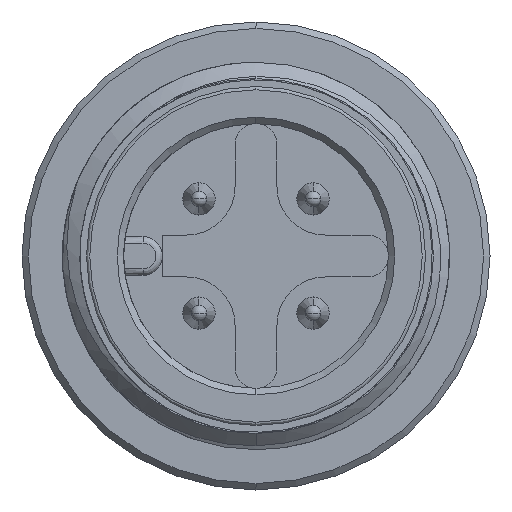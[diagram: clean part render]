
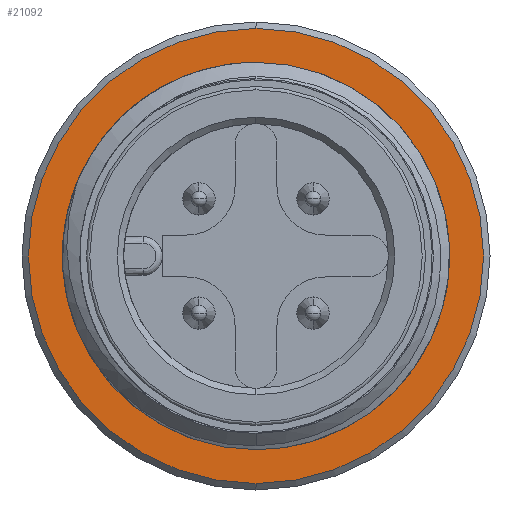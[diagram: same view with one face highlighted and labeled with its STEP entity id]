
A CAD part, left-side view. The second image highlights one B-rep face of the part: STEP entity #21092.
In plain terms, the highlighted planar face has unit normal (-1, 0, 0).
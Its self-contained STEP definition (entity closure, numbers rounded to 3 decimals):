
#464 = DIRECTION ( 'NONE',  ( 0., 0., 1. ) ) ;
#1637 = CIRCLE ( 'NONE', #25122, 6. ) ;
#3392 = CARTESIAN_POINT ( 'NONE',  ( 7.3, 0., 0. ) ) ;
#4893 = DIRECTION ( 'NONE',  ( 0., 0., -1. ) ) ;
#5832 = EDGE_CURVE ( 'NONE', #23401, #16002, #10811, .T. ) ;
#8139 = CARTESIAN_POINT ( 'NONE',  ( 7.3, 6., 0. ) ) ;
#10215 = CARTESIAN_POINT ( 'NONE',  ( 7.3, 0., 0. ) ) ;
#10525 = CARTESIAN_POINT ( 'NONE',  ( 7.3, 0., 0. ) ) ;
#10741 = DIRECTION ( 'NONE',  ( 0., 0., -1. ) ) ;
#10811 = CIRCLE ( 'NONE', #19839, 6. ) ;
#11724 = CARTESIAN_POINT ( 'NONE',  ( 7.3, 0., 6. ) ) ;
#14644 = FACE_BOUND ( 'NONE', #30490, .T. ) ;
#15725 = EDGE_LOOP ( 'NONE', ( #38054, #19982 ) ) ;
#16002 = VERTEX_POINT ( 'NONE', #28843 ) ;
#17898 = FACE_OUTER_BOUND ( 'NONE', #15725, .T. ) ;
#18497 = VERTEX_POINT ( 'NONE', #20231 ) ;
#19025 = ORIENTED_EDGE ( 'NONE', *, *, #36890, .F. ) ;
#19839 = AXIS2_PLACEMENT_3D ( 'NONE', #10215, #23424, #464 ) ;
#19982 = ORIENTED_EDGE ( 'NONE', *, *, #20871, .T. ) ;
#20231 = CARTESIAN_POINT ( 'NONE',  ( 7.3, 0., -7.05 ) ) ;
#20871 = EDGE_CURVE ( 'NONE', #24216, #18497, #23147, .T. ) ;
#21092 = ADVANCED_FACE ( 'NONE', ( #17898, #14644 ), #37815, .F. ) ;
#21331 = DIRECTION ( 'NONE',  ( 1., 0., 0. ) ) ;
#21789 = CARTESIAN_POINT ( 'NONE',  ( 7.3, 0., 7.05 ) ) ;
#23147 = CIRCLE ( 'NONE', #34902, 7.05 ) ;
#23401 = VERTEX_POINT ( 'NONE', #11724 ) ;
#23424 = DIRECTION ( 'NONE',  ( -1., 0., 0. ) ) ;
#24216 = VERTEX_POINT ( 'NONE', #21789 ) ;
#25122 = AXIS2_PLACEMENT_3D ( 'NONE', #36893, #33212, #26243 ) ;
#26151 = ORIENTED_EDGE ( 'NONE', *, *, #5832, .F. ) ;
#26243 = DIRECTION ( 'NONE',  ( 0., 0., 1. ) ) ;
#27202 = DIRECTION ( 'NONE',  ( 0., 0., -1. ) ) ;
#28843 = CARTESIAN_POINT ( 'NONE',  ( 7.3, 0., -6. ) ) ;
#30490 = EDGE_LOOP ( 'NONE', ( #26151, #19025 ) ) ;
#32194 = AXIS2_PLACEMENT_3D ( 'NONE', #8139, #21331, #4893 ) ;
#33089 = DIRECTION ( 'NONE',  ( -1., 0., 0. ) ) ;
#33212 = DIRECTION ( 'NONE',  ( -1., 0., 0. ) ) ;
#34762 = AXIS2_PLACEMENT_3D ( 'NONE', #10525, #40645, #10741 ) ;
#34902 = AXIS2_PLACEMENT_3D ( 'NONE', #3392, #33089, #27202 ) ;
#35839 = EDGE_CURVE ( 'NONE', #18497, #24216, #36865, .T. ) ;
#36865 = CIRCLE ( 'NONE', #34762, 7.05 ) ;
#36890 = EDGE_CURVE ( 'NONE', #16002, #23401, #1637, .T. ) ;
#36893 = CARTESIAN_POINT ( 'NONE',  ( 7.3, 0., 0. ) ) ;
#37815 = PLANE ( 'NONE',  #32194 ) ;
#38054 = ORIENTED_EDGE ( 'NONE', *, *, #35839, .T. ) ;
#40645 = DIRECTION ( 'NONE',  ( -1., 0., 0. ) ) ;
